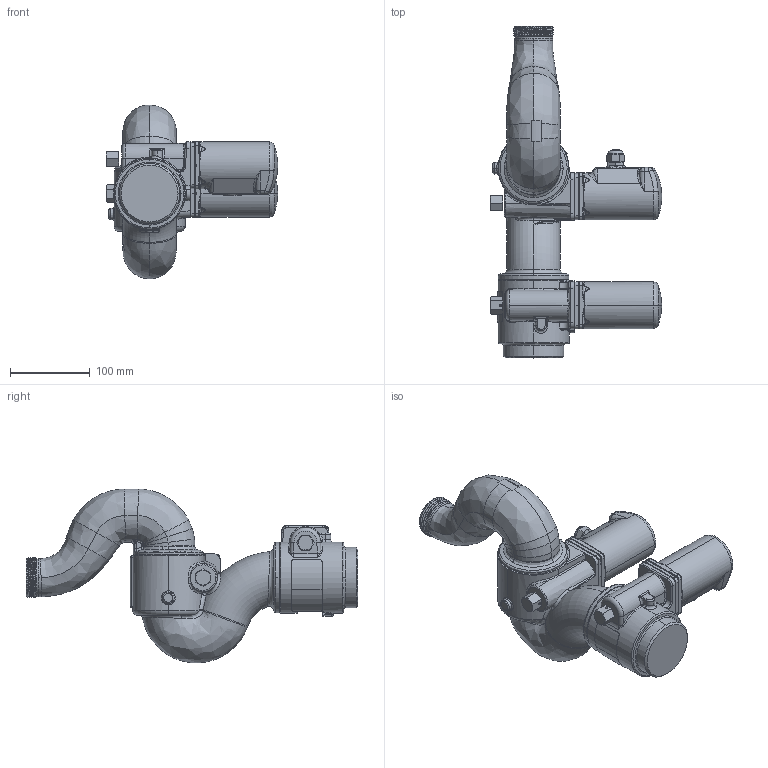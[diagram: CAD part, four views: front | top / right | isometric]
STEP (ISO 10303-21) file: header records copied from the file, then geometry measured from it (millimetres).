
FILE_DESCRIPTION (( 'STEP AP214' ), '1' );
FILE_NAME ('Sidewinder-Electric wo nozzle.STEP', '2010-07-14T20:57:20', ( 'Rick' ), ( '' ), 'SwSTEP 2.0', 'SolidWorks 2010', '' );
FILE_SCHEMA (( 'AUTOMOTIVE_DESIGN' ));
Length unit declared in the file: inch
Products named in the file (18): Products.Monitors.8494-01 (Sidewinder) Electric-8494-018494 (12VDC) Layout Assy8494 (12VDC) Layout Assy Sidewinder5; Products.Monitors.8494-01 (Sidewinder) Electric-8494-018494 Sidewinder (12VDC) Monitor Assy8494 Sidewinder (12VDC) Monitor Assy9; Release-Details 40000 - 4499944339000Label - ID _ Sidewinder4; Products.Monitors.8297-RF (Stinger)-8297-RF (Stinger)46054000Magnet (Ne-I-B) 0.25 Dia x 0.25REL1; Release-Details 45000 - 4999947652001NUT - VALVE (34 HEX)3; Release-Assembly81119001ELECTRIC MOTOR (12VDC 65.5-1) ASSY16; Hardware.Screws-Machine Screws65057000Screw-Mach (10-32 x 0.500-lg) Flat Hd SFR Phil AMP Hexseal3; Release-Assembly36789 (8494RF)POWER HARNESS ASSY (8494RF)1; Release-Details 20000 - 2499924116000STRAIN RELIEF CONNECTOR_1; Release-Details 15000 - 1999917908001Body - Outlet (8494)3; Release-Details 15000 - 1999918219001BODY-INLET 8494RF8; Release-Assembly81147001ELECTRIC MOTOR (12VDC 19.7-1) ASSY22; Release-Details 30000 - 3499933804000GASKET - MOTOR SUB-ASS''Y_1; Release-Details 10000 - 1499910453001ADAPTER - MOTOR MOUNTINGA4; Release-Details 30000 - 3499933803000GASKET - MOTOR COVER_1; Release-Details 20000 - 2499923532001COVER - MOTOR (CA)13; Release-Details 15000 - 1999917975001BASE-MONITOR 2.0 NPT 84942; Sidewinder-Electric wo nozzle
Assembly tree (24 placements, depth 6):
  Sidewinder-Electric wo nozzle
    Products.Monitors.8494-01 (Sidewinder) Electric-8494-018494 (12VDC) Layout Assy8494 (12VDC) Layout Assy Sidewinder5
      Products.Monitors.8494-01 (Sidewinder) Electric-8494-018494 Sidewinder (12VDC) Monitor Assy8494 Sidewinder (12VDC) Monitor Assy9
        Release-Details 15000 - 1999917975001BASE-MONITOR 2.0 NPT 84942
        Release-Details 40000 - 4499944339000Label - ID _ Sidewinder4
        Products.Monitors.8297-RF (Stinger)-8297-RF (Stinger)46054000Magnet (Ne-I-B) 0.25 Dia x 0.25REL1  x2
        Release-Details 15000 - 1999917908001Body - Outlet (8494)3
        Release-Details 15000 - 1999918219001BODY-INLET 8494RF8
        Release-Details 45000 - 4999947652001NUT - VALVE (34 HEX)3  x2
        Release-Assembly81119001ELECTRIC MOTOR (12VDC 65.5-1) ASSY16
          Hardware.Screws-Machine Screws65057000Screw-Mach (10-32 x 0.500-lg) Flat Hd SFR Phil AMP Hexseal3  x2
          Release-Assembly36789 (8494RF)POWER HARNESS ASSY (8494RF)1
            Release-Details 20000 - 2499924116000STRAIN RELIEF CONNECTOR_1
          Release-Details 10000 - 1499910453001ADAPTER - MOTOR MOUNTINGA4
          Release-Details 30000 - 3499933803000GASKET - MOTOR COVER_1
          Release-Details 20000 - 2499923532001COVER - MOTOR (CA)13
          Release-Details 30000 - 3499933804000GASKET - MOTOR SUB-ASS''Y_1
        Release-Assembly81147001ELECTRIC MOTOR (12VDC 19.7-1) ASSY22
          Release-Details 30000 - 3499933803000GASKET - MOTOR COVER_1
          Release-Details 20000 - 2499923532001COVER - MOTOR (CA)13
          Release-Details 30000 - 3499933804000GASKET - MOTOR SUB-ASS''Y_1
          Release-Details 10000 - 1499910453001ADAPTER - MOTOR MOUNTINGA4
Bounding box: 214.59 x 415.04 x 217.3 mm (x, y, z)
Volume: 3394862.6 mm3; surface area: 369495 mm2
Topology: 17 solids, 27 shells, 1274 faces, 3054 edges, 1845 vertices
Faces by surface type: bspline 479, cylinder 321, plane 219, cone 183, torus 59, sphere 13
Entity records: 66600 total; most frequent: CARTESIAN_POINT 38624, ORIENTED_EDGE 4788, DIRECTION 3231, EDGE_CURVE 2402, VERTEX_POINT 1482, AXIS2_PLACEMENT_3D 1351, B_SPLINE_CURVE_WITH_KNOTS 1134, EDGE_LOOP 1102
